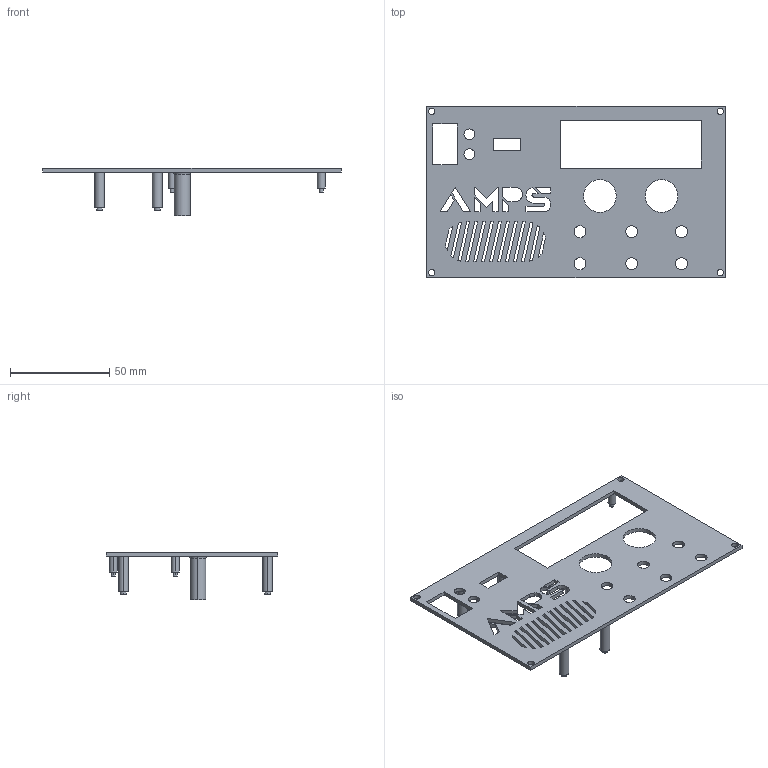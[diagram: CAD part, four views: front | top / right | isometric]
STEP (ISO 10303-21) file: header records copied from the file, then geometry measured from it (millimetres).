
FILE_DESCRIPTION (( 'STEP AP214' ), '1' );
FILE_NAME ('panel.STEP', '2019-10-14T19:18:50', ( '' ), ( '' ), 'SwSTEP 2.0', 'SolidWorks 2017', '' );
FILE_SCHEMA (( 'AUTOMOTIVE_DESIGN' ));
Length unit declared in the file: millimetre
Products named in the file (1): panel
Bounding box: 150 x 86 x 24 mm (x, y, z)
Volume: 21997.8 mm3; surface area: 24864.5 mm2
Topology: 1 solids, 1 shells, 207 faces, 562 edges, 374 vertices
Faces by surface type: plane 121, cylinder 78, bspline 6, torus 2
Entity records: 6866 total; most frequent: CARTESIAN_POINT 1326, ORIENTED_EDGE 1124, DIRECTION 1114, EDGE_CURVE 562, LINE 390, VECTOR 390, VERTEX_POINT 374, AXIS2_PLACEMENT_3D 362
